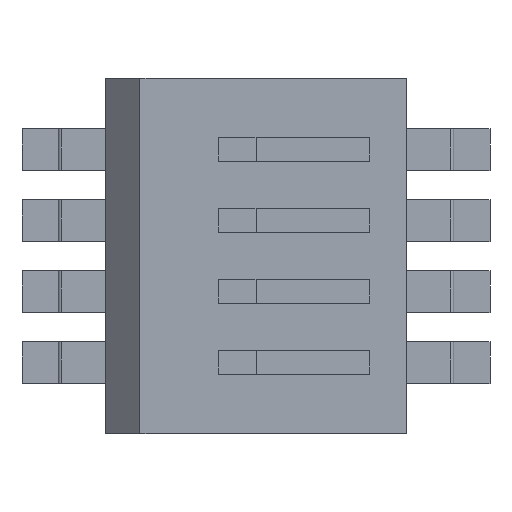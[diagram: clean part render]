
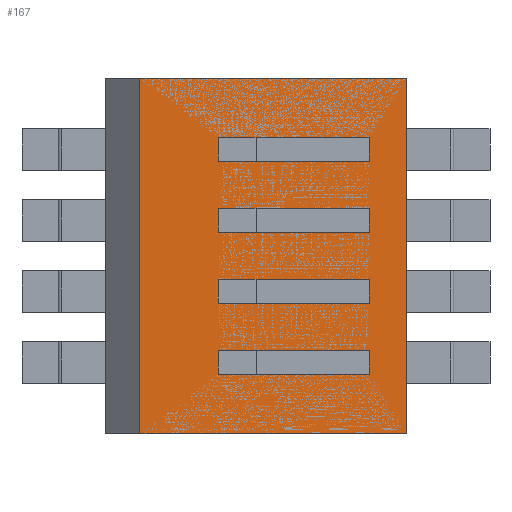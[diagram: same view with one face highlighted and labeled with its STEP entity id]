
A CAD part, top view. The second image highlights one B-rep face of the part: STEP entity #167.
In plain terms, the highlighted planar face has unit normal (0, 0, 1).
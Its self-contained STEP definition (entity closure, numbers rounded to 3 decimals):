
#55 = VERTEX_POINT('',#56);
#56 = CARTESIAN_POINT('',(-2.075,-3.175,2.6));
#62 = EDGE_CURVE('',#55,#63,#65,.T.);
#63 = VERTEX_POINT('',#64);
#64 = CARTESIAN_POINT('',(2.7,-3.175,2.6));
#65 = LINE('',#66,#67);
#66 = CARTESIAN_POINT('',(-2.7,-3.175,2.6));
#67 = VECTOR('',#68,1.);
#68 = DIRECTION('',(1.,0.,0.));
#124 = VERTEX_POINT('',#125);
#125 = CARTESIAN_POINT('',(-2.075,3.175,2.6));
#133 = EDGE_CURVE('',#124,#55,#134,.T.);
#134 = LINE('',#135,#136);
#135 = CARTESIAN_POINT('',(-2.075,3.175,2.6));
#136 = VECTOR('',#137,1.);
#137 = DIRECTION('',(0.,-1.,0.));
#167 = ADVANCED_FACE('',(#168,#186,#220,#254,#288),#322,.T.);
#168 = FACE_BOUND('',#169,.T.);
#169 = EDGE_LOOP('',(#170,#171,#179,#185));
#170 = ORIENTED_EDGE('',*,*,#62,.T.);
#171 = ORIENTED_EDGE('',*,*,#172,.T.);
#172 = EDGE_CURVE('',#63,#173,#175,.T.);
#173 = VERTEX_POINT('',#174);
#174 = CARTESIAN_POINT('',(2.7,3.175,2.6));
#175 = LINE('',#176,#177);
#176 = CARTESIAN_POINT('',(2.7,-3.175,2.6));
#177 = VECTOR('',#178,1.);
#178 = DIRECTION('',(0.,1.,0.));
#179 = ORIENTED_EDGE('',*,*,#180,.T.);
#180 = EDGE_CURVE('',#173,#124,#181,.T.);
#181 = LINE('',#182,#183);
#182 = CARTESIAN_POINT('',(2.7,3.175,2.6));
#183 = VECTOR('',#184,1.);
#184 = DIRECTION('',(-1.,0.,0.));
#185 = ORIENTED_EDGE('',*,*,#133,.T.);
#186 = FACE_BOUND('',#187,.T.);
#187 = EDGE_LOOP('',(#188,#198,#206,#214));
#188 = ORIENTED_EDGE('',*,*,#189,.F.);
#189 = EDGE_CURVE('',#190,#192,#194,.T.);
#190 = VERTEX_POINT('',#191);
#191 = CARTESIAN_POINT('',(-0.675,-0.423,2.6));
#192 = VERTEX_POINT('',#193);
#193 = CARTESIAN_POINT('',(-0.675,-0.847,2.6));
#194 = LINE('',#195,#196);
#195 = CARTESIAN_POINT('',(-0.675,-0.423,2.6));
#196 = VECTOR('',#197,1.);
#197 = DIRECTION('',(0.,-1.,0.));
#198 = ORIENTED_EDGE('',*,*,#199,.F.);
#199 = EDGE_CURVE('',#200,#190,#202,.T.);
#200 = VERTEX_POINT('',#201);
#201 = CARTESIAN_POINT('',(2.025,-0.423,2.6));
#202 = LINE('',#203,#204);
#203 = CARTESIAN_POINT('',(2.025,-0.423,2.6));
#204 = VECTOR('',#205,1.);
#205 = DIRECTION('',(-1.,0.,0.));
#206 = ORIENTED_EDGE('',*,*,#207,.F.);
#207 = EDGE_CURVE('',#208,#200,#210,.T.);
#208 = VERTEX_POINT('',#209);
#209 = CARTESIAN_POINT('',(2.025,-0.847,2.6));
#210 = LINE('',#211,#212);
#211 = CARTESIAN_POINT('',(2.025,-0.847,2.6));
#212 = VECTOR('',#213,1.);
#213 = DIRECTION('',(0.,1.,0.));
#214 = ORIENTED_EDGE('',*,*,#215,.F.);
#215 = EDGE_CURVE('',#192,#208,#216,.T.);
#216 = LINE('',#217,#218);
#217 = CARTESIAN_POINT('',(-0.675,-0.847,2.6));
#218 = VECTOR('',#219,1.);
#219 = DIRECTION('',(1.,0.,0.));
#220 = FACE_BOUND('',#221,.T.);
#221 = EDGE_LOOP('',(#222,#232,#240,#248));
#222 = ORIENTED_EDGE('',*,*,#223,.F.);
#223 = EDGE_CURVE('',#224,#226,#228,.T.);
#224 = VERTEX_POINT('',#225);
#225 = CARTESIAN_POINT('',(-0.675,-2.117,2.6));
#226 = VERTEX_POINT('',#227);
#227 = CARTESIAN_POINT('',(2.025,-2.117,2.6));
#228 = LINE('',#229,#230);
#229 = CARTESIAN_POINT('',(-0.675,-2.117,2.6));
#230 = VECTOR('',#231,1.);
#231 = DIRECTION('',(1.,0.,0.));
#232 = ORIENTED_EDGE('',*,*,#233,.F.);
#233 = EDGE_CURVE('',#234,#224,#236,.T.);
#234 = VERTEX_POINT('',#235);
#235 = CARTESIAN_POINT('',(-0.675,-1.693,2.6));
#236 = LINE('',#237,#238);
#237 = CARTESIAN_POINT('',(-0.675,-1.693,2.6));
#238 = VECTOR('',#239,1.);
#239 = DIRECTION('',(0.,-1.,0.));
#240 = ORIENTED_EDGE('',*,*,#241,.F.);
#241 = EDGE_CURVE('',#242,#234,#244,.T.);
#242 = VERTEX_POINT('',#243);
#243 = CARTESIAN_POINT('',(2.025,-1.693,2.6));
#244 = LINE('',#245,#246);
#245 = CARTESIAN_POINT('',(2.025,-1.693,2.6));
#246 = VECTOR('',#247,1.);
#247 = DIRECTION('',(-1.,0.,0.));
#248 = ORIENTED_EDGE('',*,*,#249,.F.);
#249 = EDGE_CURVE('',#226,#242,#250,.T.);
#250 = LINE('',#251,#252);
#251 = CARTESIAN_POINT('',(2.025,-2.117,2.6));
#252 = VECTOR('',#253,1.);
#253 = DIRECTION('',(0.,1.,0.));
#254 = FACE_BOUND('',#255,.T.);
#255 = EDGE_LOOP('',(#256,#266,#274,#282));
#256 = ORIENTED_EDGE('',*,*,#257,.F.);
#257 = EDGE_CURVE('',#258,#260,#262,.T.);
#258 = VERTEX_POINT('',#259);
#259 = CARTESIAN_POINT('',(2.025,1.693,2.6));
#260 = VERTEX_POINT('',#261);
#261 = CARTESIAN_POINT('',(2.025,2.117,2.6));
#262 = LINE('',#263,#264);
#263 = CARTESIAN_POINT('',(2.025,1.693,2.6));
#264 = VECTOR('',#265,1.);
#265 = DIRECTION('',(0.,1.,0.));
#266 = ORIENTED_EDGE('',*,*,#267,.F.);
#267 = EDGE_CURVE('',#268,#258,#270,.T.);
#268 = VERTEX_POINT('',#269);
#269 = CARTESIAN_POINT('',(-0.675,1.693,2.6));
#270 = LINE('',#271,#272);
#271 = CARTESIAN_POINT('',(-0.675,1.693,2.6));
#272 = VECTOR('',#273,1.);
#273 = DIRECTION('',(1.,0.,0.));
#274 = ORIENTED_EDGE('',*,*,#275,.F.);
#275 = EDGE_CURVE('',#276,#268,#278,.T.);
#276 = VERTEX_POINT('',#277);
#277 = CARTESIAN_POINT('',(-0.675,2.117,2.6));
#278 = LINE('',#279,#280);
#279 = CARTESIAN_POINT('',(-0.675,2.117,2.6));
#280 = VECTOR('',#281,1.);
#281 = DIRECTION('',(0.,-1.,0.));
#282 = ORIENTED_EDGE('',*,*,#283,.F.);
#283 = EDGE_CURVE('',#260,#276,#284,.T.);
#284 = LINE('',#285,#286);
#285 = CARTESIAN_POINT('',(2.025,2.117,2.6));
#286 = VECTOR('',#287,1.);
#287 = DIRECTION('',(-1.,0.,0.));
#288 = FACE_BOUND('',#289,.T.);
#289 = EDGE_LOOP('',(#290,#300,#308,#316));
#290 = ORIENTED_EDGE('',*,*,#291,.F.);
#291 = EDGE_CURVE('',#292,#294,#296,.T.);
#292 = VERTEX_POINT('',#293);
#293 = CARTESIAN_POINT('',(2.025,0.847,2.6));
#294 = VERTEX_POINT('',#295);
#295 = CARTESIAN_POINT('',(-0.675,0.847,2.6));
#296 = LINE('',#297,#298);
#297 = CARTESIAN_POINT('',(2.025,0.847,2.6));
#298 = VECTOR('',#299,1.);
#299 = DIRECTION('',(-1.,0.,0.));
#300 = ORIENTED_EDGE('',*,*,#301,.F.);
#301 = EDGE_CURVE('',#302,#292,#304,.T.);
#302 = VERTEX_POINT('',#303);
#303 = CARTESIAN_POINT('',(2.025,0.423,2.6));
#304 = LINE('',#305,#306);
#305 = CARTESIAN_POINT('',(2.025,0.423,2.6));
#306 = VECTOR('',#307,1.);
#307 = DIRECTION('',(0.,1.,0.));
#308 = ORIENTED_EDGE('',*,*,#309,.F.);
#309 = EDGE_CURVE('',#310,#302,#312,.T.);
#310 = VERTEX_POINT('',#311);
#311 = CARTESIAN_POINT('',(-0.675,0.423,2.6));
#312 = LINE('',#313,#314);
#313 = CARTESIAN_POINT('',(-0.675,0.423,2.6));
#314 = VECTOR('',#315,1.);
#315 = DIRECTION('',(1.,0.,0.));
#316 = ORIENTED_EDGE('',*,*,#317,.F.);
#317 = EDGE_CURVE('',#294,#310,#318,.T.);
#318 = LINE('',#319,#320);
#319 = CARTESIAN_POINT('',(-0.675,0.847,2.6));
#320 = VECTOR('',#321,1.);
#321 = DIRECTION('',(0.,-1.,0.));
#322 = PLANE('',#323);
#323 = AXIS2_PLACEMENT_3D('',#324,#325,#326);
#324 = CARTESIAN_POINT('',(0.,0.,2.6)
);
#325 = DIRECTION('',(0.,0.,1.));
#326 = DIRECTION('',(1.,0.,0.));
